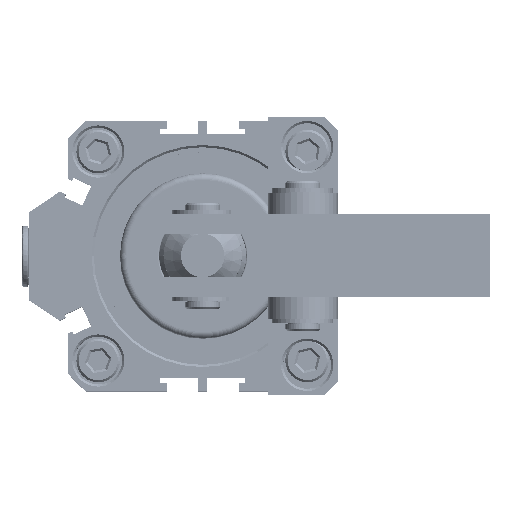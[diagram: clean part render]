
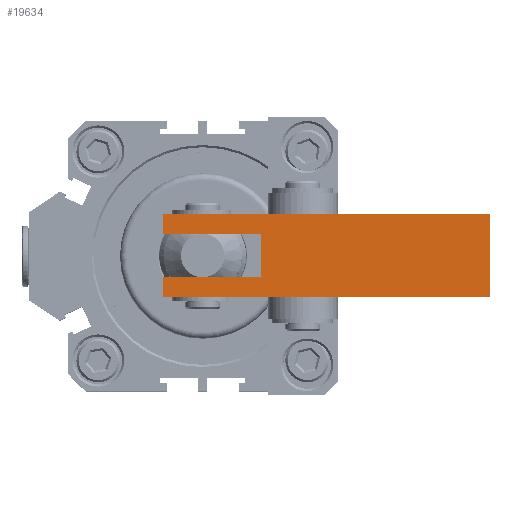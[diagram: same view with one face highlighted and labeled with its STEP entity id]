
A CAD part, top view. The second image highlights one B-rep face of the part: STEP entity #19634.
In plain terms, the highlighted planar face has unit normal (0, 0, 1).
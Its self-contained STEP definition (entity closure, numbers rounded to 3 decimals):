
#1312 = CARTESIAN_POINT ( 'NONE',  ( 79.922, -2.755, 115.599 ) ) ;
#2281 = DIRECTION ( 'NONE',  ( 0., 0., -1. ) ) ;
#2838 = EDGE_CURVE ( 'NONE', #9052, #6222, #31145, .T. ) ;
#2972 = LINE ( 'NONE', #5419, #5888 ) ;
#3292 = LINE ( 'NONE', #20222, #25547 ) ;
#3846 = DIRECTION ( 'NONE',  ( 1., 0., 0. ) ) ;
#4158 = CARTESIAN_POINT ( 'NONE',  ( 79.922, -2.755, 115.599 ) ) ;
#4961 = LINE ( 'NONE', #19841, #7452 ) ;
#5419 = CARTESIAN_POINT ( 'NONE',  ( 79.922, 1.745, 115.599 ) ) ;
#5888 = VECTOR ( 'NONE', #38513, 1000. ) ;
#5992 = VERTEX_POINT ( 'NONE', #14661 ) ;
#6222 = VERTEX_POINT ( 'NONE', #9024 ) ;
#7332 = CARTESIAN_POINT ( 'NONE',  ( 79.922, 16.245, 115.599 ) ) ;
#7452 = VECTOR ( 'NONE', #19901, 1000. ) ;
#8188 = ORIENTED_EDGE ( 'NONE', *, *, #30920, .F. ) ;
#8719 = ORIENTED_EDGE ( 'NONE', *, *, #2838, .F. ) ;
#9024 = CARTESIAN_POINT ( 'NONE',  ( 27.422, 11.745, 115.599 ) ) ;
#9052 = VERTEX_POINT ( 'NONE', #31494 ) ;
#9716 = EDGE_CURVE ( 'NONE', #22525, #9052, #2972, .T. ) ;
#10032 = DIRECTION ( 'NONE',  ( 0., 1., 0. ) ) ;
#10169 = CARTESIAN_POINT ( 'NONE',  ( 4.922, -2.755, 115.599 ) ) ;
#11021 = VERTEX_POINT ( 'NONE', #36006 ) ;
#12452 = CARTESIAN_POINT ( 'NONE',  ( 79.922, -2.755, 115.599 ) ) ;
#13459 = EDGE_CURVE ( 'NONE', #6222, #17111, #4961, .T. ) ;
#14297 = EDGE_CURVE ( 'NONE', #17111, #5992, #16966, .T. ) ;
#14661 = CARTESIAN_POINT ( 'NONE',  ( 4.922, 16.245, 115.599 ) ) ;
#16815 = EDGE_LOOP ( 'NONE', ( #40932, #27089, #8719, #29310, #34921, #33114, #24557, #8188 ) ) ;
#16966 = LINE ( 'NONE', #10169, #37538 ) ;
#17111 = VERTEX_POINT ( 'NONE', #24553 ) ;
#17140 = AXIS2_PLACEMENT_3D ( 'NONE', #12452, #2281, #25998 ) ;
#19634 = ADVANCED_FACE ( 'NONE', ( #31264 ), #32569, .F. ) ;
#19841 = CARTESIAN_POINT ( 'NONE',  ( 79.922, 11.745, 115.599 ) ) ;
#19901 = DIRECTION ( 'NONE',  ( -1., 0., 0. ) ) ;
#20222 = CARTESIAN_POINT ( 'NONE',  ( 79.922, 16.245, 115.599 ) ) ;
#21430 = VECTOR ( 'NONE', #3846, 1000. ) ;
#21449 = EDGE_CURVE ( 'NONE', #33283, #25390, #21684, .T. ) ;
#21515 = EDGE_CURVE ( 'NONE', #33283, #22525, #29282, .T. ) ;
#21571 = DIRECTION ( 'NONE',  ( 1., 0., 0. ) ) ;
#21684 = LINE ( 'NONE', #1312, #28284 ) ;
#22525 = VERTEX_POINT ( 'NONE', #33811 ) ;
#22729 = DIRECTION ( 'NONE',  ( 0., 1., 0. ) ) ;
#22775 = CARTESIAN_POINT ( 'NONE',  ( 27.422, -2.755, 115.599 ) ) ;
#22886 = LINE ( 'NONE', #7332, #21430 ) ;
#24553 = CARTESIAN_POINT ( 'NONE',  ( 4.922, 11.745, 115.599 ) ) ;
#24557 = ORIENTED_EDGE ( 'NONE', *, *, #37671, .T. ) ;
#25390 = VERTEX_POINT ( 'NONE', #4158 ) ;
#25547 = VECTOR ( 'NONE', #36877, 1000. ) ;
#25998 = DIRECTION ( 'NONE',  ( -1., 0., 0. ) ) ;
#27089 = ORIENTED_EDGE ( 'NONE', *, *, #13459, .F. ) ;
#28284 = VECTOR ( 'NONE', #21571, 1000. ) ;
#28523 = CARTESIAN_POINT ( 'NONE',  ( 4.922, -2.755, 115.599 ) ) ;
#29282 = LINE ( 'NONE', #28523, #30637 ) ;
#29310 = ORIENTED_EDGE ( 'NONE', *, *, #9716, .F. ) ;
#30637 = VECTOR ( 'NONE', #31874, 1000. ) ;
#30920 = EDGE_CURVE ( 'NONE', #5992, #11021, #22886, .T. ) ;
#31145 = LINE ( 'NONE', #22775, #31193 ) ;
#31193 = VECTOR ( 'NONE', #22729, 1000. ) ;
#31264 = FACE_OUTER_BOUND ( 'NONE', #16815, .T. ) ;
#31494 = CARTESIAN_POINT ( 'NONE',  ( 27.422, 1.745, 115.599 ) ) ;
#31874 = DIRECTION ( 'NONE',  ( 0., 1., 0. ) ) ;
#32569 = PLANE ( 'NONE',  #17140 ) ;
#33114 = ORIENTED_EDGE ( 'NONE', *, *, #21449, .T. ) ;
#33283 = VERTEX_POINT ( 'NONE', #33961 ) ;
#33811 = CARTESIAN_POINT ( 'NONE',  ( 4.922, 1.745, 115.599 ) ) ;
#33961 = CARTESIAN_POINT ( 'NONE',  ( 4.922, -2.755, 115.599 ) ) ;
#34921 = ORIENTED_EDGE ( 'NONE', *, *, #21515, .F. ) ;
#36006 = CARTESIAN_POINT ( 'NONE',  ( 79.922, 16.245, 115.599 ) ) ;
#36877 = DIRECTION ( 'NONE',  ( 0., 1., 0. ) ) ;
#37538 = VECTOR ( 'NONE', #10032, 1000. ) ;
#37671 = EDGE_CURVE ( 'NONE', #25390, #11021, #3292, .T. ) ;
#38513 = DIRECTION ( 'NONE',  ( 1., 0., 0. ) ) ;
#40932 = ORIENTED_EDGE ( 'NONE', *, *, #14297, .F. ) ;
